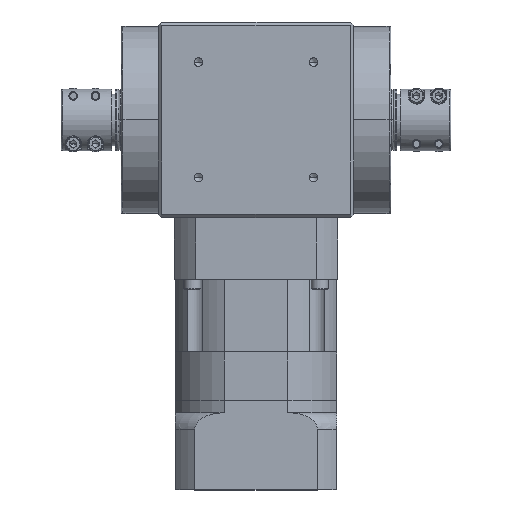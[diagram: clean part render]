
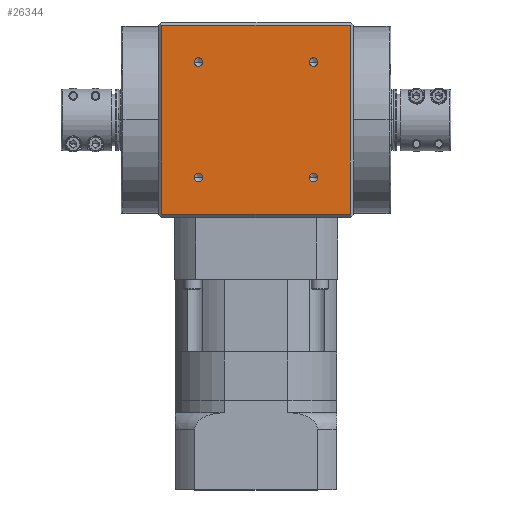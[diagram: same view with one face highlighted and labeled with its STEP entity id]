
A CAD part, top view. The second image highlights one B-rep face of the part: STEP entity #26344.
In plain terms, the highlighted planar face has unit normal (0, 0, 1).
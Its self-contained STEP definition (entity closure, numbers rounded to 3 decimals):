
#3 = CARTESIAN_POINT ( 'NONE',  ( -54.844, 248.1, 57. ) ) ;
#30 = DIRECTION ( 'NONE',  ( 0., 0., 1. ) ) ;
#265 = EDGE_LOOP ( 'NONE', ( #16198, #3048 ) ) ;
#322 = AXIS2_PLACEMENT_3D ( 'NONE', #21699, #7076, #24155 ) ;
#334 = CARTESIAN_POINT ( 'NONE',  ( 33.588, 159.512, 57. ) ) ;
#1351 = LINE ( 'NONE', #15968, #26549 ) ;
#1542 = VECTOR ( 'NONE', #15080, 1000. ) ;
#1543 = DIRECTION ( 'NONE',  ( 0., 1., 0. ) ) ;
#1648 = PLANE ( 'NONE',  #2424 ) ;
#1996 = VERTEX_POINT ( 'NONE', #5937 ) ;
#2424 = AXIS2_PLACEMENT_3D ( 'NONE', #18889, #4207, #21276 ) ;
#2797 = DIRECTION ( 'NONE',  ( -1., 0., 0. ) ) ;
#2829 = DIRECTION ( 'NONE',  ( 0., -1., 0. ) ) ;
#3048 = ORIENTED_EDGE ( 'NONE', *, *, #15724, .F. ) ;
#4207 = DIRECTION ( 'NONE',  ( 0., 0., -1. ) ) ;
#4284 = LINE ( 'NONE', #30802, #15738 ) ;
#4433 = EDGE_CURVE ( 'NONE', #11711, #7268, #22179, .T. ) ;
#4489 = EDGE_CURVE ( 'NONE', #7268, #11711, #25640, .T. ) ;
#4584 = EDGE_CURVE ( 'NONE', #19885, #18387, #15283, .T. ) ;
#4626 = EDGE_CURVE ( 'NONE', #27455, #1996, #13763, .T. ) ;
#4970 = VERTEX_POINT ( 'NONE', #11738 ) ;
#5104 = ORIENTED_EDGE ( 'NONE', *, *, #4433, .F. ) ;
#5490 = CARTESIAN_POINT ( 'NONE',  ( -33.588, 159.512, 57. ) ) ;
#5937 = CARTESIAN_POINT ( 'NONE',  ( -33.588, 157.012, 57. ) ) ;
#6172 = CARTESIAN_POINT ( 'NONE',  ( -33.588, 226.688, 57. ) ) ;
#6417 = EDGE_CURVE ( 'NONE', #19921, #12035, #28136, .T. ) ;
#6592 = CARTESIAN_POINT ( 'NONE',  ( -54.844, 138.1, 57. ) ) ;
#7076 = DIRECTION ( 'NONE',  ( 0., 0., 1. ) ) ;
#7268 = VERTEX_POINT ( 'NONE', #12958 ) ;
#7306 = CARTESIAN_POINT ( 'NONE',  ( -33.588, 224.188, 57. ) ) ;
#7643 = ORIENTED_EDGE ( 'NONE', *, *, #4626, .F. ) ;
#7887 = DIRECTION ( 'NONE',  ( 0., -1., 0. ) ) ;
#8052 = ORIENTED_EDGE ( 'NONE', *, *, #26415, .F. ) ;
#8517 = AXIS2_PLACEMENT_3D ( 'NONE', #14665, #30, #17156 ) ;
#8609 = DIRECTION ( 'NONE',  ( 0., -1., 0. ) ) ;
#9347 = DIRECTION ( 'NONE',  ( 0., 0., 1. ) ) ;
#9810 = FACE_BOUND ( 'NONE', #265, .T. ) ;
#10091 = CIRCLE ( 'NONE', #11130, 2.5 ) ;
#10247 = VERTEX_POINT ( 'NONE', #6592 ) ;
#10431 = VERTEX_POINT ( 'NONE', #7306 ) ;
#11130 = AXIS2_PLACEMENT_3D ( 'NONE', #334, #17480, #2829 ) ;
#11241 = AXIS2_PLACEMENT_3D ( 'NONE', #26813, #12181, #29254 ) ;
#11322 = CARTESIAN_POINT ( 'NONE',  ( 33.588, 224.188, 57. ) ) ;
#11698 = CARTESIAN_POINT ( 'NONE',  ( -33.588, 162.012, 57. ) ) ;
#11711 = VERTEX_POINT ( 'NONE', #11322 ) ;
#11738 = CARTESIAN_POINT ( 'NONE',  ( -33.588, 229.188, 57. ) ) ;
#11986 = CARTESIAN_POINT ( 'NONE',  ( -33.588, 226.688, 57. ) ) ;
#12035 = VERTEX_POINT ( 'NONE', #15026 ) ;
#12181 = DIRECTION ( 'NONE',  ( 0., 0., 1. ) ) ;
#12958 = CARTESIAN_POINT ( 'NONE',  ( 33.588, 229.188, 57. ) ) ;
#13763 = CIRCLE ( 'NONE', #29793, 2.5 ) ;
#13917 = ORIENTED_EDGE ( 'NONE', *, *, #18485, .F. ) ;
#14164 = ORIENTED_EDGE ( 'NONE', *, *, #4584, .F. ) ;
#14421 = DIRECTION ( 'NONE',  ( 0., -1., 0. ) ) ;
#14470 = VERTEX_POINT ( 'NONE', #26800 ) ;
#14665 = CARTESIAN_POINT ( 'NONE',  ( 33.588, 226.688, 57. ) ) ;
#14735 = CARTESIAN_POINT ( 'NONE',  ( 33.588, 157.012, 57. ) ) ;
#15026 = CARTESIAN_POINT ( 'NONE',  ( 33.588, 162.012, 57. ) ) ;
#15080 = DIRECTION ( 'NONE',  ( 1., 0., 0. ) ) ;
#15283 = LINE ( 'NONE', #29682, #1542 ) ;
#15376 = EDGE_CURVE ( 'NONE', #18387, #14470, #1351, .T. ) ;
#15396 = ORIENTED_EDGE ( 'NONE', *, *, #29359, .F. ) ;
#15724 = EDGE_CURVE ( 'NONE', #12035, #19921, #10091, .T. ) ;
#15738 = VECTOR ( 'NONE', #1543, 1000. ) ;
#15968 = CARTESIAN_POINT ( 'NONE',  ( 54.844, 0., 57. ) ) ;
#16198 = ORIENTED_EDGE ( 'NONE', *, *, #6417, .F. ) ;
#16219 = ORIENTED_EDGE ( 'NONE', *, *, #16225, .F. ) ;
#16225 = EDGE_CURVE ( 'NONE', #14470, #10247, #21558, .T. ) ;
#16361 = FACE_BOUND ( 'NONE', #27595, .T. ) ;
#16362 = AXIS2_PLACEMENT_3D ( 'NONE', #23940, #9347, #26434 ) ;
#17156 = DIRECTION ( 'NONE',  ( 0., -1., 0. ) ) ;
#17218 = ORIENTED_EDGE ( 'NONE', *, *, #27452, .F. ) ;
#17480 = DIRECTION ( 'NONE',  ( 0., 0., 1. ) ) ;
#18139 = EDGE_LOOP ( 'NONE', ( #5104, #30621 ) ) ;
#18294 = ORIENTED_EDGE ( 'NONE', *, *, #15376, .F. ) ;
#18387 = VERTEX_POINT ( 'NONE', #30068 ) ;
#18484 = DIRECTION ( 'NONE',  ( 0., -1., 0. ) ) ;
#18485 = EDGE_CURVE ( 'NONE', #4970, #10431, #31509, .T. ) ;
#18837 = AXIS2_PLACEMENT_3D ( 'NONE', #11986, #29047, #14421 ) ;
#18889 = CARTESIAN_POINT ( 'NONE',  ( -60., 250.1, 57. ) ) ;
#19351 = CIRCLE ( 'NONE', #16362, 2.5 ) ;
#19572 = EDGE_LOOP ( 'NONE', ( #17218, #7643 ) ) ;
#19885 = VERTEX_POINT ( 'NONE', #3 ) ;
#19921 = VERTEX_POINT ( 'NONE', #14735 ) ;
#20267 = EDGE_LOOP ( 'NONE', ( #18294, #14164, #15396, #16219 ) ) ;
#20480 = AXIS2_PLACEMENT_3D ( 'NONE', #6172, #23219, #8609 ) ;
#20797 = VECTOR ( 'NONE', #2797, 1000. ) ;
#21276 = DIRECTION ( 'NONE',  ( 0., 1., 0. ) ) ;
#21558 = LINE ( 'NONE', #27092, #20797 ) ;
#21654 = CIRCLE ( 'NONE', #18837, 2.5 ) ;
#21699 = CARTESIAN_POINT ( 'NONE',  ( 33.588, 226.688, 57. ) ) ;
#22045 = FACE_OUTER_BOUND ( 'NONE', #20267, .T. ) ;
#22179 = CIRCLE ( 'NONE', #322, 2.5 ) ;
#22531 = DIRECTION ( 'NONE',  ( 0., 0., 1. ) ) ;
#23219 = DIRECTION ( 'NONE',  ( 0., 0., 1. ) ) ;
#23940 = CARTESIAN_POINT ( 'NONE',  ( -33.588, 159.512, 57. ) ) ;
#24155 = DIRECTION ( 'NONE',  ( 0., -1., 0. ) ) ;
#25640 = CIRCLE ( 'NONE', #8517, 2.5 ) ;
#26344 = ADVANCED_FACE ( 'NONE', ( #16361, #29297, #9810, #28553, #22045 ), #1648, .F. ) ;
#26415 = EDGE_CURVE ( 'NONE', #10431, #4970, #21654, .T. ) ;
#26434 = DIRECTION ( 'NONE',  ( 0., -1., 0. ) ) ;
#26549 = VECTOR ( 'NONE', #18484, 1000. ) ;
#26800 = CARTESIAN_POINT ( 'NONE',  ( 54.844, 138.1, 57. ) ) ;
#26813 = CARTESIAN_POINT ( 'NONE',  ( 33.588, 159.512, 57. ) ) ;
#27092 = CARTESIAN_POINT ( 'NONE',  ( -60., 138.1, 57. ) ) ;
#27452 = EDGE_CURVE ( 'NONE', #1996, #27455, #19351, .T. ) ;
#27455 = VERTEX_POINT ( 'NONE', #11698 ) ;
#27595 = EDGE_LOOP ( 'NONE', ( #8052, #13917 ) ) ;
#28136 = CIRCLE ( 'NONE', #11241, 2.5 ) ;
#28553 = FACE_BOUND ( 'NONE', #19572, .T. ) ;
#29047 = DIRECTION ( 'NONE',  ( 0., 0., 1. ) ) ;
#29254 = DIRECTION ( 'NONE',  ( 0., -1., 0. ) ) ;
#29297 = FACE_BOUND ( 'NONE', #18139, .T. ) ;
#29359 = EDGE_CURVE ( 'NONE', #10247, #19885, #4284, .T. ) ;
#29682 = CARTESIAN_POINT ( 'NONE',  ( -60., 248.1, 57. ) ) ;
#29793 = AXIS2_PLACEMENT_3D ( 'NONE', #5490, #22531, #7887 ) ;
#30068 = CARTESIAN_POINT ( 'NONE',  ( 54.844, 248.1, 57. ) ) ;
#30621 = ORIENTED_EDGE ( 'NONE', *, *, #4489, .F. ) ;
#30802 = CARTESIAN_POINT ( 'NONE',  ( -54.844, 0., 57. ) ) ;
#31509 = CIRCLE ( 'NONE', #20480, 2.5 ) ;
